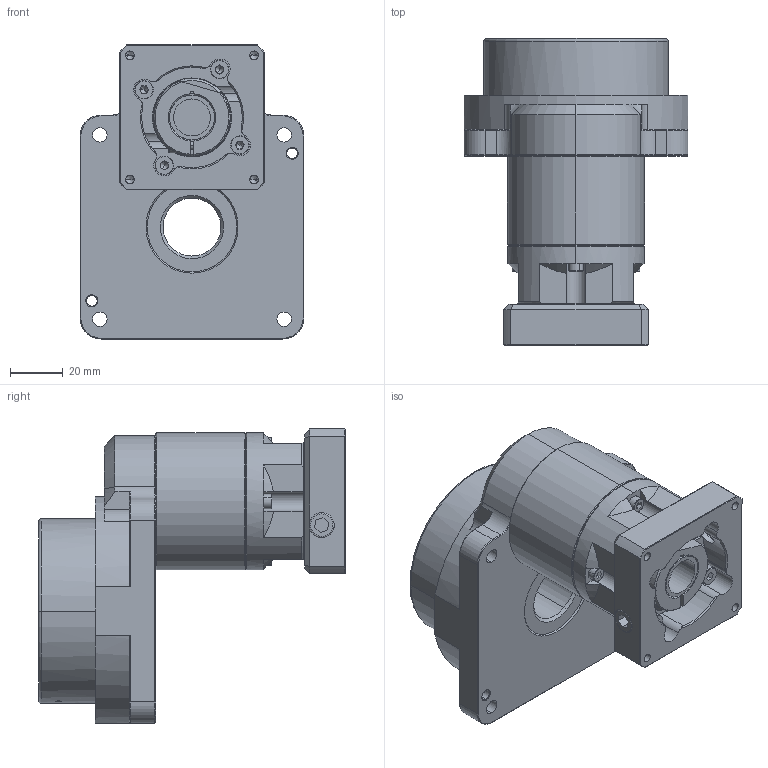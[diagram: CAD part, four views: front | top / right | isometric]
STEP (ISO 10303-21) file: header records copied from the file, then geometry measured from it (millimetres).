
FILE_DESCRIPTION (( 'STEP AP203' ), '1' );
FILE_NAME ('HLMT085-025-N23CB.step', '2018-09-27T09:23:46', ( 'JVL' ), ( '' ), 'SwSTEP 2.0', 'SolidWorks 2017', '' );
FILE_SCHEMA (( 'CONFIG_CONTROL_DESIGN' ));
Length unit declared in the file: millimetre
Products named in the file (1): HLMT085-025-N23CB
Bounding box: 85 x 116.5 x 111.6 mm (x, y, z)
Volume: 364854.6 mm3; surface area: 65149.3 mm2
Topology: 2 solids, 22 shells, 721 faces, 1700 edges, 1014 vertices
Faces by surface type: plane 275, cylinder 222, cone 198, torus 26
Entity records: 20761 total; most frequent: CARTESIAN_POINT 4083, DIRECTION 3698, ORIENTED_EDGE 3268, EDGE_CURVE 1634, AXIS2_PLACEMENT_3D 1447, VERTEX_POINT 1014, EDGE_LOOP 812, VECTOR 804
